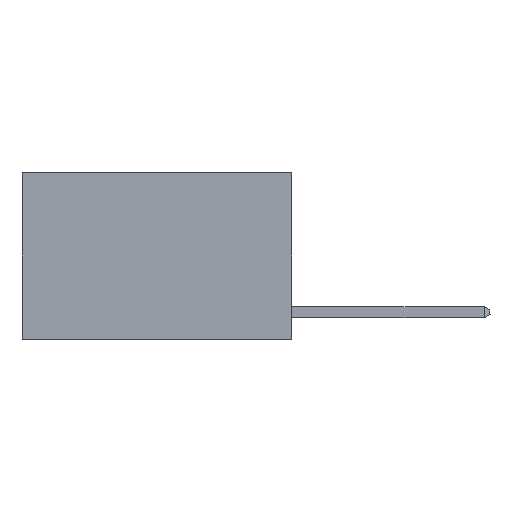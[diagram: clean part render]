
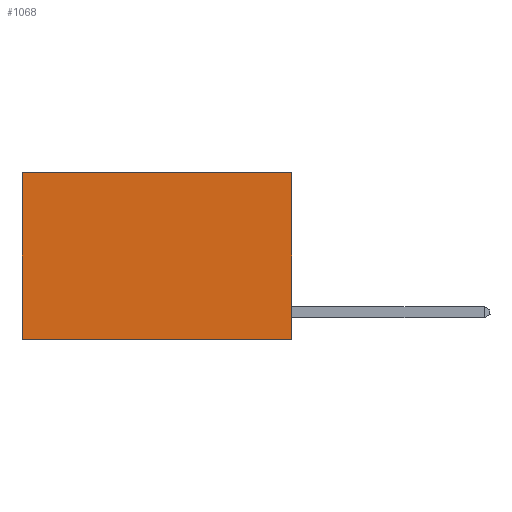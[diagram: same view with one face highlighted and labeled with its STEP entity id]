
A CAD part, left-side view. The second image highlights one B-rep face of the part: STEP entity #1068.
In plain terms, the highlighted planar face has unit normal (-1, 0, 0).
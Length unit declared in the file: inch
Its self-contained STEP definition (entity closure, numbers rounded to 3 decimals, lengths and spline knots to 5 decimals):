
#392 = CARTESIAN_POINT ( 'NONE',  ( 0.2625, 0., 0. ) ) ;
#425 = DIRECTION ( 'NONE',  ( 0., 0., -1. ) ) ;
#582 = ORIENTED_EDGE ( 'NONE', *, *, #7989, .F. ) ;
#712 = DIRECTION ( 'NONE',  ( 0., 1., 0. ) ) ;
#765 = FACE_OUTER_BOUND ( 'NONE', #1110, .T. ) ;
#901 = EDGE_CURVE ( 'NONE', #4343, #1991, #9782, .T. ) ;
#1057 = CARTESIAN_POINT ( 'NONE',  ( 0.2625, 0., 0. ) ) ;
#1068 = ADVANCED_FACE ( 'NONE', ( #765 ), #4021, .F. ) ;
#1110 = EDGE_LOOP ( 'NONE', ( #6494, #8394, #582, #2790 ) ) ;
#1244 = DIRECTION ( 'NONE',  ( 0., 0., -1. ) ) ;
#1283 = CARTESIAN_POINT ( 'NONE',  ( 0.2625, 0.6, 0. ) ) ;
#1758 = VECTOR ( 'NONE', #9160, 39.37008 ) ;
#1991 = VERTEX_POINT ( 'NONE', #6099 ) ;
#2790 = ORIENTED_EDGE ( 'NONE', *, *, #901, .T. ) ;
#2848 = VERTEX_POINT ( 'NONE', #7516 ) ;
#3002 = EDGE_CURVE ( 'NONE', #3357, #2848, #7687, .T. ) ;
#3179 = AXIS2_PLACEMENT_3D ( 'NONE', #8604, #4251, #8756 ) ;
#3229 = LINE ( 'NONE', #1283, #6883 ) ;
#3357 = VERTEX_POINT ( 'NONE', #4534 ) ;
#4021 = PLANE ( 'NONE',  #3179 ) ;
#4251 = DIRECTION ( 'NONE',  ( 1., 0., 0. ) ) ;
#4342 = VECTOR ( 'NONE', #1244, 39.37008 ) ;
#4343 = VERTEX_POINT ( 'NONE', #392 ) ;
#4402 = EDGE_CURVE ( 'NONE', #1991, #2848, #3229, .T. ) ;
#4534 = CARTESIAN_POINT ( 'NONE',  ( 0.2625, 0., -0.37 ) ) ;
#4570 = LINE ( 'NONE', #9394, #4342 ) ;
#6099 = CARTESIAN_POINT ( 'NONE',  ( 0.2625, 0.6, 0. ) ) ;
#6206 = VECTOR ( 'NONE', #712, 39.37008 ) ;
#6494 = ORIENTED_EDGE ( 'NONE', *, *, #4402, .T. ) ;
#6883 = VECTOR ( 'NONE', #425, 39.37008 ) ;
#7516 = CARTESIAN_POINT ( 'NONE',  ( 0.2625, 0.6, -0.37 ) ) ;
#7687 = LINE ( 'NONE', #7706, #1758 ) ;
#7706 = CARTESIAN_POINT ( 'NONE',  ( 0.2625, 0., -0.37 ) ) ;
#7989 = EDGE_CURVE ( 'NONE', #4343, #3357, #4570, .T. ) ;
#8394 = ORIENTED_EDGE ( 'NONE', *, *, #3002, .F. ) ;
#8604 = CARTESIAN_POINT ( 'NONE',  ( 0.2625, 0., 0. ) ) ;
#8756 = DIRECTION ( 'NONE',  ( 0., 0., -1. ) ) ;
#9160 = DIRECTION ( 'NONE',  ( 0., 1., 0. ) ) ;
#9394 = CARTESIAN_POINT ( 'NONE',  ( 0.2625, 0., 0. ) ) ;
#9782 = LINE ( 'NONE', #1057, #6206 ) ;
